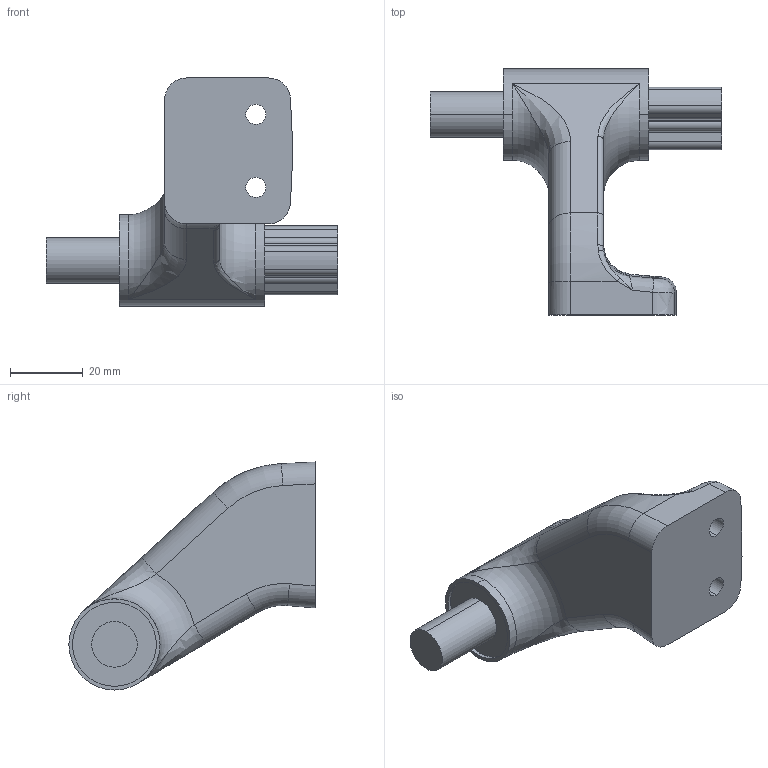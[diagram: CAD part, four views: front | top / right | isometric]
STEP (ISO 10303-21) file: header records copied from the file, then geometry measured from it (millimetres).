
FILE_DESCRIPTION (( 'STEP AP203' ), '1' );
FILE_NAME ('A-223-JD.STEP', '2018-08-22T00:40:28', ( '' ), ( '' ), 'SwSTEP 2.0', 'SolidWorks 2014', '' );
FILE_SCHEMA (( 'CONFIG_CONTROL_DESIGN' ));
Length unit declared in the file: millimetre
Products named in the file (1): A-223-JD
Bounding box: 80 x 67.5 x 62.5 mm (x, y, z)
Volume: 61814.1 mm3; surface area: 13454 mm2
Topology: 1 solids, 1 shells, 96 faces, 247 edges, 149 vertices
Faces by surface type: cylinder 47, bspline 21, plane 19, torus 5, cone 4
Entity records: 4027 total; most frequent: CARTESIAN_POINT 1757, ORIENTED_EDGE 482, DIRECTION 444, EDGE_CURVE 241, AXIS2_PLACEMENT_3D 181, VERTEX_POINT 149, CIRCLE 105, EDGE_LOOP 102
